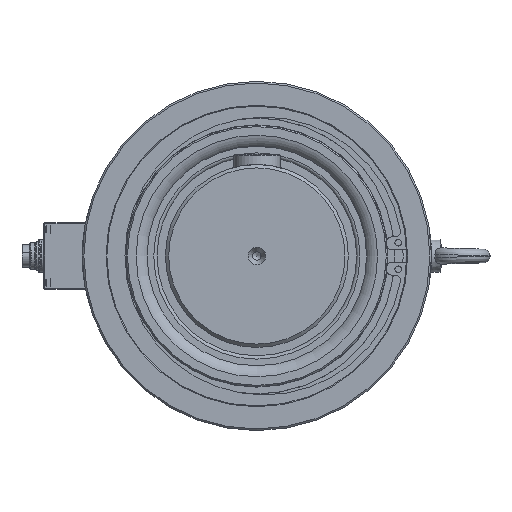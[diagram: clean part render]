
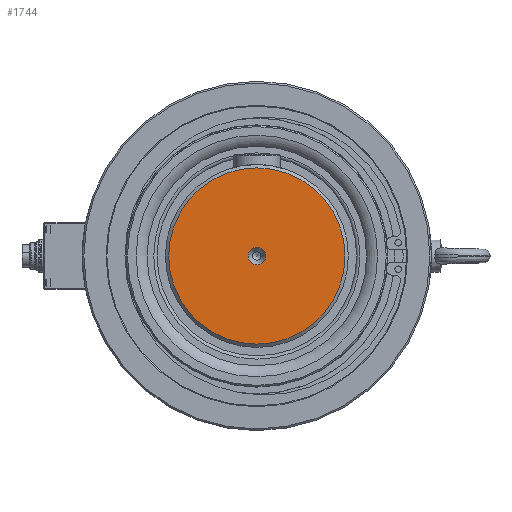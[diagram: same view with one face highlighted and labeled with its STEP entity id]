
A CAD part, left-side view. The second image highlights one B-rep face of the part: STEP entity #1744.
In plain terms, the highlighted planar face has unit normal (-1, 0, 0).
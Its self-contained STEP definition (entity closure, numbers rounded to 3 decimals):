
#1744 = ADVANCED_FACE( '', ( #3432, #3433 ), #3434, .T. );
#3432 = FACE_BOUND( '', #6580, .T. );
#3433 = FACE_OUTER_BOUND( '', #6581, .T. );
#3434 = PLANE( '', #6582 );
#6580 = EDGE_LOOP( '', ( #9402 ) );
#6581 = EDGE_LOOP( '', ( #9403 ) );
#6582 = AXIS2_PLACEMENT_3D( '', #9404, #9405, #9406 );
#9402 = ORIENTED_EDGE( '', *, *, #10309, .T. );
#9403 = ORIENTED_EDGE( '', *, *, #10202, .T. );
#9404 = CARTESIAN_POINT( '', ( -170., 0., 0. ) );
#9405 = DIRECTION( '', ( -1., 0., 0. ) );
#9406 = DIRECTION( '', ( 0., 0., 1. ) );
#10202 = EDGE_CURVE( '', #11646, #11646, #11647, .T. );
#10309 = EDGE_CURVE( '', #11781, #11781, #11782, .T. );
#11646 = VERTEX_POINT( '', #14039 );
#11647 = CIRCLE( '', #14040, 53. );
#11781 = VERTEX_POINT( '', #14239 );
#11782 = CIRCLE( '', #14240, 5.3 );
#14039 = CARTESIAN_POINT( '', ( -170., 0., 53. ) );
#14040 = AXIS2_PLACEMENT_3D( '', #15553, #15554, #15555 );
#14239 = CARTESIAN_POINT( '', ( -170., 0., -5.3 ) );
#14240 = AXIS2_PLACEMENT_3D( '', #15660, #15661, #15662 );
#15553 = CARTESIAN_POINT( '', ( -170., 0., 0. ) );
#15554 = DIRECTION( '', ( -1., 0., 0. ) );
#15555 = DIRECTION( '', ( 0., 0., 1. ) );
#15660 = CARTESIAN_POINT( '', ( -170., 0., 0. ) );
#15661 = DIRECTION( '', ( 1., 0., 0. ) );
#15662 = DIRECTION( '', ( 0., 0., -1. ) );
